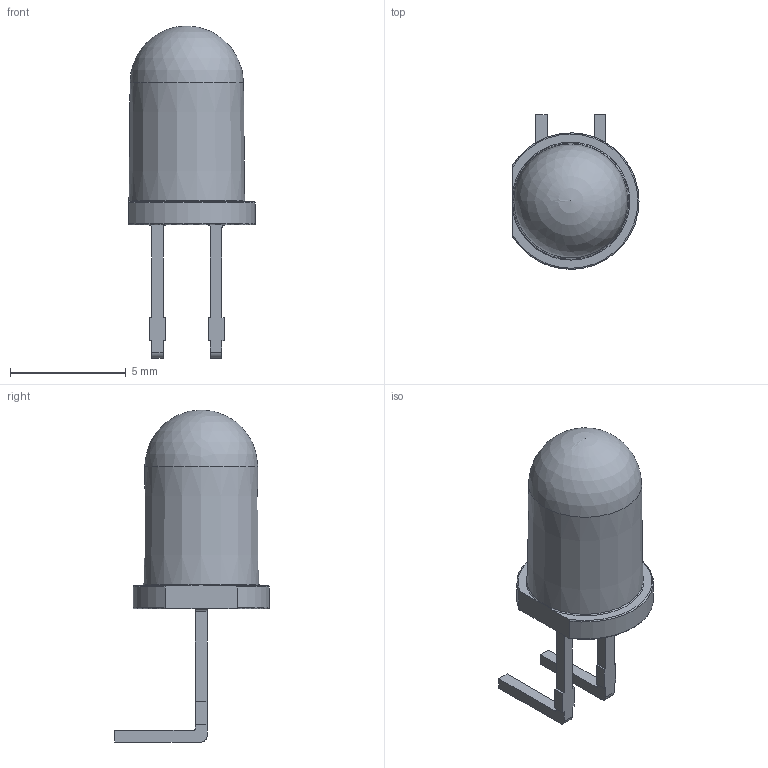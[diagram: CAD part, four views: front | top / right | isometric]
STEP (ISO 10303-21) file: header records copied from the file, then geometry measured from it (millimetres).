
FILE_DESCRIPTION(/* description */ ('CAx-IF Rec.Pracs.---Model Styling and Organization---1.5---2016-08-15'),/* implementation_level */ '2;1');
FILE_NAME(/* name */ 'LED D5 - White-Clear v3.step',/* time_stamp */ '2025-06-08T01:13:28-04:00',/* author */ (''),/* organization */ (''),/* preprocessor_version */ 'ST-DEVELOPER v20.1',/* originating_system */ 'Autodesk Translation Framework v14.10.0.0',/* authorisation */ '');
FILE_SCHEMA (('AUTOMOTIVE_DESIGN { 1 0 10303 214 3 1 1 }'));
Length unit declared in the file: millimetre
Products named in the file (1): Led D5 - White
Bounding box: 5.45 x 6.7 x 14.35 mm (x, y, z)
Volume: 166.1 mm3; surface area: 251.6 mm2
Topology: 2 solids, 2 shells, 108 faces, 325 edges, 214 vertices
Faces by surface type: plane 63, cylinder 26, torus 7, cone 7, bspline 3, sphere 2
Full cylindrical faces by diameter (mm): 0.01 x6
Entity records: 4292 total; most frequent: CARTESIAN_POINT 1184, ORIENTED_EDGE 644, DIRECTION 603, EDGE_CURVE 322, VERTEX_POINT 214, LINE 207, VECTOR 207, AXIS2_PLACEMENT_3D 198
